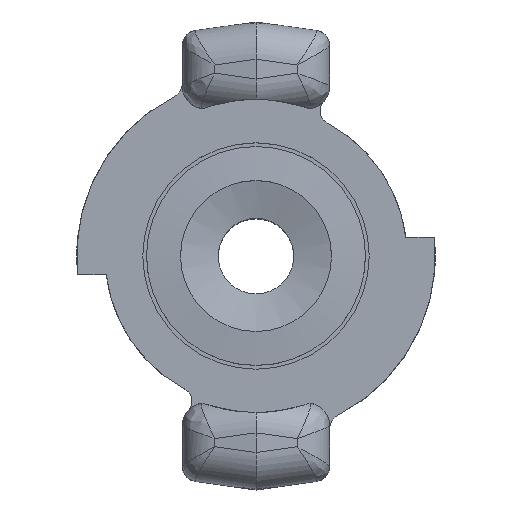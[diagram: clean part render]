
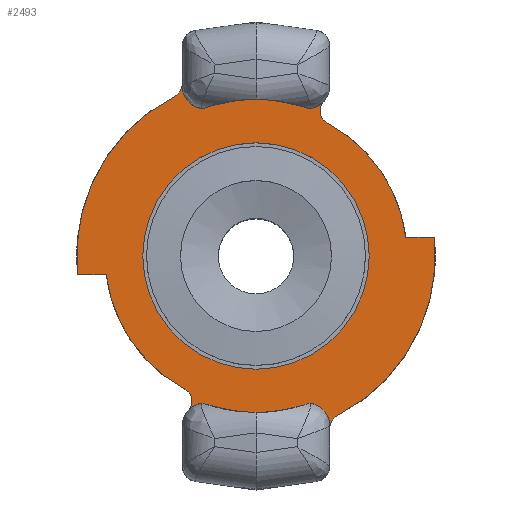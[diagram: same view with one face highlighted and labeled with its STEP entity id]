
A CAD part, top view. The second image highlights one B-rep face of the part: STEP entity #2493.
In plain terms, the highlighted planar face has unit normal (0, 0, 1).
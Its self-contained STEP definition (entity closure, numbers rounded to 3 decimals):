
#21=FACE_BOUND('',#617,.T.);
#34=PLANE('',#2733);
#115=LINE('',#4475,#238);
#116=LINE('',#4479,#239);
#117=LINE('',#4485,#240);
#118=LINE('',#4493,#241);
#119=LINE('',#4497,#242);
#120=LINE('',#4503,#243);
#238=VECTOR('',#3202,10.);
#239=VECTOR('',#3205,10.);
#240=VECTOR('',#3210,10.);
#241=VECTOR('',#3217,10.);
#242=VECTOR('',#3220,10.);
#243=VECTOR('',#3225,10.);
#472=FACE_OUTER_BOUND('',#616,.T.);
#616=EDGE_LOOP('',(#1785,#1786,#1787,#1788,#1789,#1790,#1791,#1792,#1793,
#1794,#1795,#1796,#1797,#1798,#1799,#1800,#1801,#1802));
#617=EDGE_LOOP('',(#1803,#1804));
#785=CIRCLE('',#2734,25.5);
#786=CIRCLE('',#2735,2.);
#787=CIRCLE('',#2736,23.75);
#788=CIRCLE('',#2737,20.);
#789=CIRCLE('',#2738,1.835);
#790=CIRCLE('',#2739,3.);
#791=CIRCLE('',#2740,25.5);
#792=CIRCLE('',#2741,2.);
#793=CIRCLE('',#2742,23.75);
#794=CIRCLE('',#2743,20.);
#795=CIRCLE('',#2744,1.835);
#796=CIRCLE('',#2745,3.);
#797=CIRCLE('',#2746,15.);
#798=CIRCLE('',#2747,15.);
#1045=VERTEX_POINT('',#4473);
#1046=VERTEX_POINT('',#4474);
#1047=VERTEX_POINT('',#4476);
#1048=VERTEX_POINT('',#4478);
#1049=VERTEX_POINT('',#4480);
#1050=VERTEX_POINT('',#4482);
#1051=VERTEX_POINT('',#4484);
#1052=VERTEX_POINT('',#4486);
#1053=VERTEX_POINT('',#4488);
#1054=VERTEX_POINT('',#4490);
#1055=VERTEX_POINT('',#4492);
#1056=VERTEX_POINT('',#4494);
#1057=VERTEX_POINT('',#4496);
#1058=VERTEX_POINT('',#4498);
#1059=VERTEX_POINT('',#4500);
#1060=VERTEX_POINT('',#4502);
#1061=VERTEX_POINT('',#4504);
#1062=VERTEX_POINT('',#4506);
#1063=VERTEX_POINT('',#4509);
#1064=VERTEX_POINT('',#4510);
#1322=EDGE_CURVE('',#1045,#1046,#115,.T.);
#1323=EDGE_CURVE('',#1045,#1047,#785,.T.);
#1324=EDGE_CURVE('',#1048,#1047,#116,.T.);
#1325=EDGE_CURVE('',#1049,#1048,#786,.T.);
#1326=EDGE_CURVE('',#1050,#1049,#787,.T.);
#1327=EDGE_CURVE('',#1051,#1050,#117,.T.);
#1328=EDGE_CURVE('',#1052,#1051,#788,.T.);
#1329=EDGE_CURVE('',#1053,#1052,#789,.T.);
#1330=EDGE_CURVE('',#1054,#1053,#790,.T.);
#1331=EDGE_CURVE('',#1055,#1054,#118,.T.);
#1332=EDGE_CURVE('',#1055,#1056,#791,.T.);
#1333=EDGE_CURVE('',#1057,#1056,#119,.T.);
#1334=EDGE_CURVE('',#1058,#1057,#792,.T.);
#1335=EDGE_CURVE('',#1059,#1058,#793,.T.);
#1336=EDGE_CURVE('',#1060,#1059,#120,.T.);
#1337=EDGE_CURVE('',#1061,#1060,#794,.T.);
#1338=EDGE_CURVE('',#1062,#1061,#795,.T.);
#1339=EDGE_CURVE('',#1046,#1062,#796,.T.);
#1340=EDGE_CURVE('',#1063,#1064,#797,.T.);
#1341=EDGE_CURVE('',#1064,#1063,#798,.T.);
#1785=ORIENTED_EDGE('',*,*,#1322,.F.);
#1786=ORIENTED_EDGE('',*,*,#1323,.T.);
#1787=ORIENTED_EDGE('',*,*,#1324,.F.);
#1788=ORIENTED_EDGE('',*,*,#1325,.F.);
#1789=ORIENTED_EDGE('',*,*,#1326,.F.);
#1790=ORIENTED_EDGE('',*,*,#1327,.F.);
#1791=ORIENTED_EDGE('',*,*,#1328,.F.);
#1792=ORIENTED_EDGE('',*,*,#1329,.F.);
#1793=ORIENTED_EDGE('',*,*,#1330,.F.);
#1794=ORIENTED_EDGE('',*,*,#1331,.F.);
#1795=ORIENTED_EDGE('',*,*,#1332,.T.);
#1796=ORIENTED_EDGE('',*,*,#1333,.F.);
#1797=ORIENTED_EDGE('',*,*,#1334,.F.);
#1798=ORIENTED_EDGE('',*,*,#1335,.F.);
#1799=ORIENTED_EDGE('',*,*,#1336,.F.);
#1800=ORIENTED_EDGE('',*,*,#1337,.F.);
#1801=ORIENTED_EDGE('',*,*,#1338,.F.);
#1802=ORIENTED_EDGE('',*,*,#1339,.F.);
#1803=ORIENTED_EDGE('',*,*,#1340,.F.);
#1804=ORIENTED_EDGE('',*,*,#1341,.F.);
#2493=ADVANCED_FACE('',(#472,#21),#34,.F.);
#2733=AXIS2_PLACEMENT_3D('',#4472,#3200,#3201);
#2734=AXIS2_PLACEMENT_3D('',#4477,#3203,#3204);
#2735=AXIS2_PLACEMENT_3D('',#4481,#3206,#3207);
#2736=AXIS2_PLACEMENT_3D('',#4483,#3208,#3209);
#2737=AXIS2_PLACEMENT_3D('',#4487,#3211,#3212);
#2738=AXIS2_PLACEMENT_3D('',#4489,#3213,#3214);
#2739=AXIS2_PLACEMENT_3D('',#4491,#3215,#3216);
#2740=AXIS2_PLACEMENT_3D('',#4495,#3218,#3219);
#2741=AXIS2_PLACEMENT_3D('',#4499,#3221,#3222);
#2742=AXIS2_PLACEMENT_3D('',#4501,#3223,#3224);
#2743=AXIS2_PLACEMENT_3D('',#4505,#3226,#3227);
#2744=AXIS2_PLACEMENT_3D('',#4507,#3228,#3229);
#2745=AXIS2_PLACEMENT_3D('',#4508,#3230,#3231);
#2746=AXIS2_PLACEMENT_3D('',#4511,#3232,#3233);
#2747=AXIS2_PLACEMENT_3D('',#4512,#3234,#3235);
#3200=DIRECTION('center_axis',(0.,0.,-1.));
#3201=DIRECTION('ref_axis',(-1.,0.,0.));
#3202=DIRECTION('',(0.,-1.,0.));
#3203=DIRECTION('center_axis',(0.,0.,1.));
#3204=DIRECTION('ref_axis',(0.,1.,0.));
#3205=DIRECTION('',(0.,1.,0.));
#3206=DIRECTION('center_axis',(0.,0.,1.));
#3207=DIRECTION('ref_axis',(0.853,-0.521,0.));
#3208=DIRECTION('center_axis',(0.,0.,-1.));
#3209=DIRECTION('ref_axis',(-0.411,0.912,0.));
#3210=DIRECTION('',(-1.,0.,0.));
#3211=DIRECTION('center_axis',(0.,0.,-1.));
#3212=DIRECTION('ref_axis',(-1.,0.,0.));
#3213=DIRECTION('center_axis',(0.,0.,1.));
#3214=DIRECTION('ref_axis',(0.741,-0.671,0.));
#3215=DIRECTION('center_axis',(0.,0.,-1.));
#3216=DIRECTION('ref_axis',(-0.755,0.656,0.));
#3217=DIRECTION('',(0.,1.,0.));
#3218=DIRECTION('center_axis',(0.,0.,1.));
#3219=DIRECTION('ref_axis',(0.,1.,0.));
#3220=DIRECTION('',(0.,-1.,0.));
#3221=DIRECTION('center_axis',(0.,0.,1.));
#3222=DIRECTION('ref_axis',(-0.853,0.521,0.));
#3223=DIRECTION('center_axis',(0.,0.,-1.));
#3224=DIRECTION('ref_axis',(0.411,-0.912,0.));
#3225=DIRECTION('',(1.,0.,0.));
#3226=DIRECTION('center_axis',(0.,0.,-1.));
#3227=DIRECTION('ref_axis',(-1.,0.,0.));
#3228=DIRECTION('center_axis',(0.,0.,1.));
#3229=DIRECTION('ref_axis',(-0.741,0.671,0.));
#3230=DIRECTION('center_axis',(0.,0.,-1.));
#3231=DIRECTION('ref_axis',(0.755,-0.656,0.));
#3232=DIRECTION('center_axis',(0.,0.,1.));
#3233=DIRECTION('ref_axis',(0.,1.,0.));
#3234=DIRECTION('center_axis',(0.,0.,1.));
#3235=DIRECTION('ref_axis',(0.,1.,0.));
#4472=CARTESIAN_POINT('Origin',(0.,20.25,-5.114));
#4473=CARTESIAN_POINT('',(9.75,23.562,-5.114));
#4474=CARTESIAN_POINT('',(9.75,22.478,-5.114));
#4475=CARTESIAN_POINT('',(9.75,25.625,-5.114));
#4476=CARTESIAN_POINT('',(-9.75,23.562,-5.114));
#4477=CARTESIAN_POINT('Origin',(0.,0.,-5.114));
#4478=CARTESIAN_POINT('',(-9.75,22.913,-5.114));
#4479=CARTESIAN_POINT('',(-9.75,-5.375,-5.114));
#4480=CARTESIAN_POINT('',(-10.837,21.133,-5.114));
#4481=CARTESIAN_POINT('Origin',(-11.75,22.913,-5.114));
#4482=CARTESIAN_POINT('',(-23.618,-2.5,-5.114));
#4483=CARTESIAN_POINT('Origin',(0.,0.,-5.114));
#4484=CARTESIAN_POINT('',(-19.843,-2.5,-5.114));
#4485=CARTESIAN_POINT('',(0.,-2.5,-5.114));
#4486=CARTESIAN_POINT('',(-9.466,-17.618,-5.114));
#4487=CARTESIAN_POINT('Origin',(0.,0.,-5.114));
#4488=CARTESIAN_POINT('',(-8.974,-20.465,-5.114));
#4489=CARTESIAN_POINT('Origin',(-10.335,-19.234,-5.114));
#4490=CARTESIAN_POINT('',(-9.75,-22.478,-5.114));
#4491=CARTESIAN_POINT('Origin',(-6.75,-22.478,-5.114));
#4492=CARTESIAN_POINT('',(-9.75,-23.562,-5.114));
#4493=CARTESIAN_POINT('',(-9.75,-5.375,-5.114));
#4494=CARTESIAN_POINT('',(9.75,-23.562,-5.114));
#4495=CARTESIAN_POINT('Origin',(0.,0.,-5.114));
#4496=CARTESIAN_POINT('',(9.75,-22.913,-5.114));
#4497=CARTESIAN_POINT('',(9.75,25.625,-5.114));
#4498=CARTESIAN_POINT('',(10.837,-21.133,-5.114));
#4499=CARTESIAN_POINT('Origin',(11.75,-22.913,-5.114));
#4500=CARTESIAN_POINT('',(23.618,2.5,-5.114));
#4501=CARTESIAN_POINT('Origin',(0.,0.,-5.114));
#4502=CARTESIAN_POINT('',(19.843,2.5,-5.114));
#4503=CARTESIAN_POINT('',(0.,2.5,-5.114));
#4504=CARTESIAN_POINT('',(9.466,17.618,-5.114));
#4505=CARTESIAN_POINT('Origin',(0.,0.,-5.114));
#4506=CARTESIAN_POINT('',(8.974,20.465,-5.114));
#4507=CARTESIAN_POINT('Origin',(10.335,19.234,-5.114));
#4508=CARTESIAN_POINT('Origin',(6.75,22.478,-5.114));
#4509=CARTESIAN_POINT('',(0.,15.,-5.114));
#4510=CARTESIAN_POINT('',(0.,-15.,-5.114));
#4511=CARTESIAN_POINT('Origin',(0.,0.,-5.114));
#4512=CARTESIAN_POINT('Origin',(0.,0.,-5.114));
